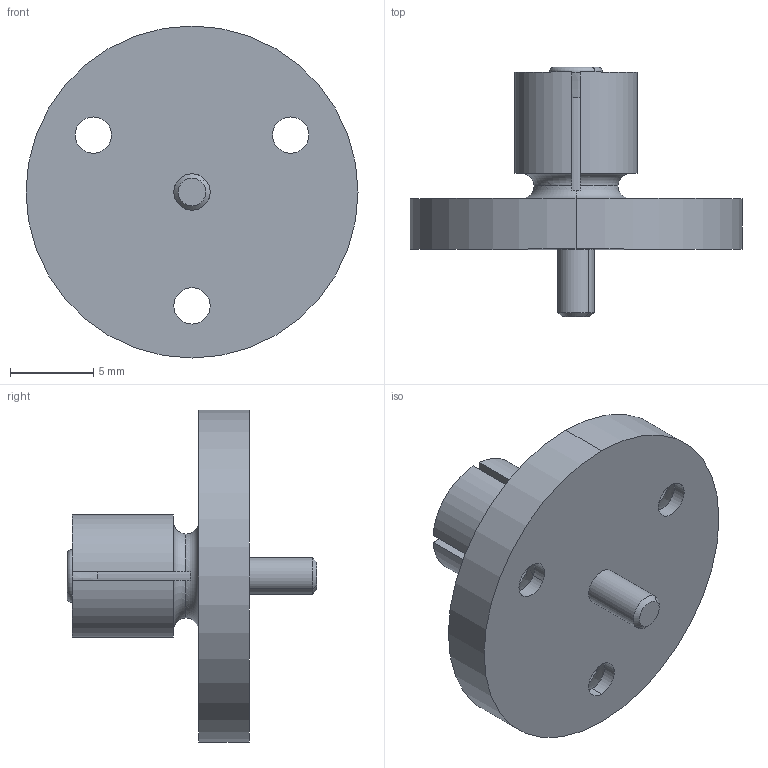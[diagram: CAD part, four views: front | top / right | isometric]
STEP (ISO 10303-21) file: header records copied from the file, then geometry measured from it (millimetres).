
FILE_DESCRIPTION (( 'STEP AP203' ), '1' );
FILE_NAME ('SW3dPS-38000.step', '2011-01-27T13:41:33', ( 'sysAdmin' ), ( 'SolidWorks' ), 'SwSTEP 2.0', 'SolidWorks 2011', '' );
FILE_SCHEMA (( 'CONFIG_CONTROL_DESIGN' ));
Length unit declared in the file: millimetre
Products named in the file (3): SW3dPS-38000; SW3dPS-38000_132000; SW3dPS-38000_131000
Assembly tree (2 placements, depth 2):
  SW3dPS-38000
    SW3dPS-38000_131000
    SW3dPS-38000_132000
Bounding box: 19.99 x 15.03 x 19.99 mm (x, y, z)
Volume: 1138.3 mm3; surface area: 1363.9 mm2
Topology: 2 solids, 2 shells, 76 faces, 194 edges, 124 vertices
Faces by surface type: plane 32, cylinder 22, cone 14, torus 8
Entity records: 2703 total; most frequent: CARTESIAN_POINT 515, DIRECTION 416, ORIENTED_EDGE 388, EDGE_CURVE 194, AXIS2_PLACEMENT_3D 165, VERTEX_POINT 124, EDGE_LOOP 86, VECTOR 86
